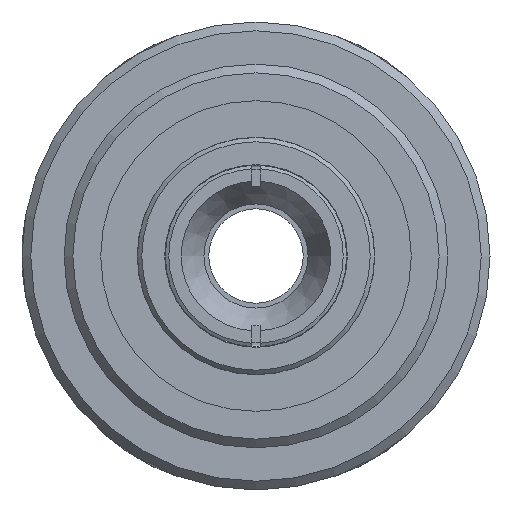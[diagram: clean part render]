
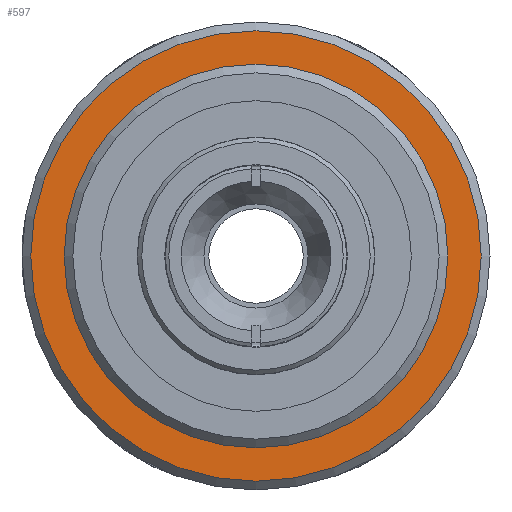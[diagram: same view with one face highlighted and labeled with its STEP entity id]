
A CAD part, left-side view. The second image highlights one B-rep face of the part: STEP entity #597.
In plain terms, the highlighted face is planar.
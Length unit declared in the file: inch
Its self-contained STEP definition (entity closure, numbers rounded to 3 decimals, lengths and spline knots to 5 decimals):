
#534=CARTESIAN_POINT('',(1.114,0.77,0.));
#535=VERTEX_POINT('',#534);
#536=CARTESIAN_POINT('',(1.114,0.0,0.0));
#537=DIRECTION('',(-1.0,0.0,0.0));
#538=DIRECTION('',(0.0,-1.0,0.0));
#539=AXIS2_PLACEMENT_3D('',#536,#537,#538);
#540=CIRCLE('',#539,0.77);
#541=EDGE_CURVE('',#535,#535,#540,.T.);
#578=CARTESIAN_POINT('',(1.114,0.69678,0.0));
#579=DIRECTION('',(1.0,0.0,0.0));
#580=DIRECTION('',(0.0,0.0,-1.0));
#581=AXIS2_PLACEMENT_3D('',#578,#579,#580);
#582=PLANE('',#581);
#583=ORIENTED_EDGE('',*,*,#541,.F.);
#584=EDGE_LOOP('',(#583));
#585=FACE_OUTER_BOUND('',#584,.T.);
#586=CARTESIAN_POINT('',(1.114,0.59357,0.0));
#587=VERTEX_POINT('',#586);
#588=CARTESIAN_POINT('',(1.114,0.0,0.0));
#589=DIRECTION('',(1.0,0.0,0.0));
#590=DIRECTION('',(0.0,1.0,0.0));
#591=AXIS2_PLACEMENT_3D('',#588,#589,#590);
#592=CIRCLE('',#591,0.59357);
#593=EDGE_CURVE('',#587,#587,#592,.T.);
#594=ORIENTED_EDGE('',*,*,#593,.F.);
#595=EDGE_LOOP('',(#594));
#596=FACE_BOUND('',#595,.T.);
#597=ADVANCED_FACE('',(#585,#596),#582,.T.);
